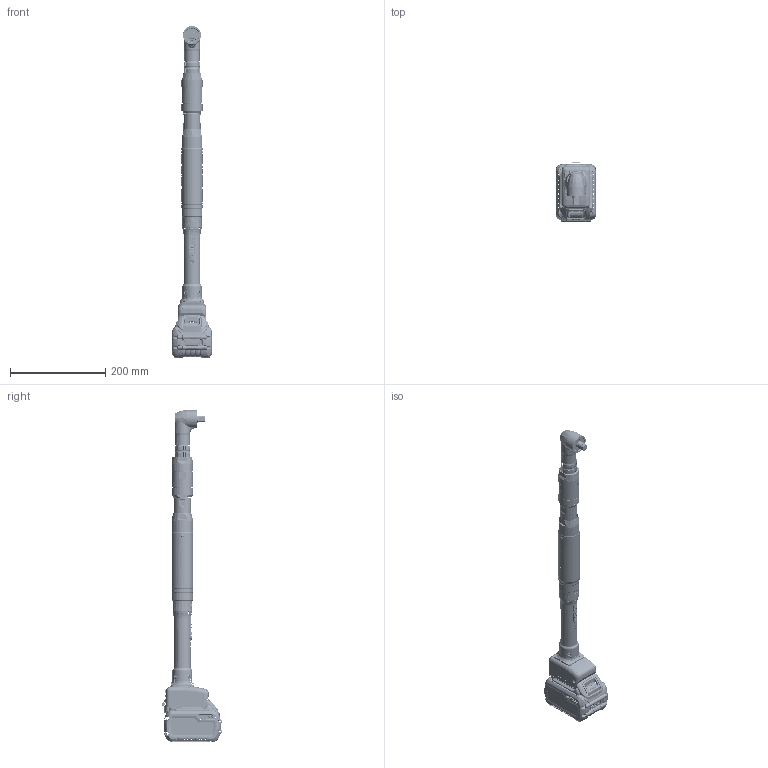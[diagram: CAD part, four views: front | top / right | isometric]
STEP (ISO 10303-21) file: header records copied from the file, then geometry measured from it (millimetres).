
FILE_DESCRIPTION((''),'2;1');
FILE_NAME('B33LA19-70','2018-08-08T',('TAS0721'),(''),'PRO/ENGINEER BY PARAMETRIC TECHNOLOGY CORPORATION, 2016360','PRO/ENGINEER BY PARAMETRIC TECHNOLOGY CORPORATION, 2016360','');
FILE_SCHEMA(('CONFIG_CONTROL_DESIGN'));
Products named in the file (1): B33LA19-70
Bounding box: 82 x 126.5 x 696.67 mm (x, y, z)
Surface area: 295957.2 mm2 (no closed solid volume)
Topology: 0 solids, 795 shells, 3281 faces, 17527 edges, 14735 vertices
Faces by surface type: cylinder 1060, plane 860, bspline 818, cone 277, torus 160, extrusion 100, sphere 6
Entity records: 255692 total; most frequent: CARTESIAN_POINT 139914, ORIENTED_EDGE 21792, DIRECTION 18215, EDGE_CURVE 17520, VERTEX_POINT 14735, B_SPLINE_CURVE_WITH_KNOTS 7721, VECTOR 6509, LINE 6409
